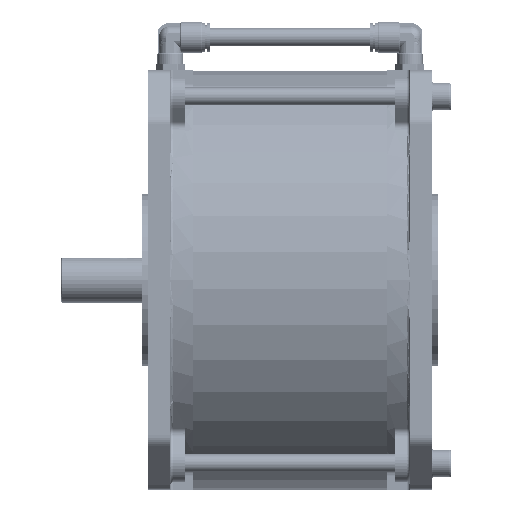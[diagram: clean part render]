
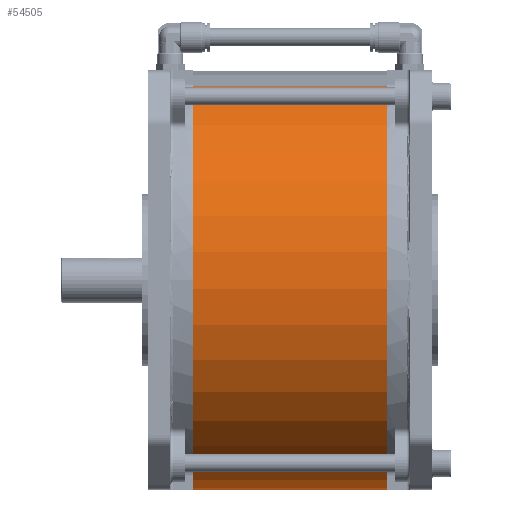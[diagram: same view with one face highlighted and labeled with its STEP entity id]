
A CAD part, top view. The second image highlights one B-rep face of the part: STEP entity #54505.
In plain terms, the highlighted cylindrical face has radius 140 mm (diameter 280 mm), a partial arc.
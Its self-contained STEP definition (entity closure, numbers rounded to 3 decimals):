
#1093 = VERTEX_POINT ( 'NONE', #55149 ) ;
#1475 = CARTESIAN_POINT ( 'NONE',  ( 0., 0., 130. ) ) ;
#2318 = LINE ( 'NONE', #21130, #14879 ) ;
#2612 = EDGE_CURVE ( 'NONE', #1093, #44467, #55491, .T. ) ;
#3100 = DIRECTION ( 'NONE',  ( 1., 0., 0. ) ) ;
#4229 = DIRECTION ( 'NONE',  ( -1., 0., 0. ) ) ;
#9879 = VECTOR ( 'NONE', #27673, 1000. ) ;
#11364 = FACE_OUTER_BOUND ( 'NONE', #18643, .T. ) ;
#13089 = DIRECTION ( 'NONE',  ( 0., 0., -1. ) ) ;
#14879 = VECTOR ( 'NONE', #13089, 1000. ) ;
#18643 = EDGE_LOOP ( 'NONE', ( #23090, #49123, #57690, #37433 ) ) ;
#19660 = CARTESIAN_POINT ( 'NONE',  ( 140., 0., 130. ) ) ;
#20266 = DIRECTION ( 'NONE',  ( 0., 0., 1. ) ) ;
#21130 = CARTESIAN_POINT ( 'NONE',  ( -140., 0., 130. ) ) ;
#21562 = CARTESIAN_POINT ( 'NONE',  ( 140., 0., 0. ) ) ;
#22007 = AXIS2_PLACEMENT_3D ( 'NONE', #1475, #20266, #39063 ) ;
#23090 = ORIENTED_EDGE ( 'NONE', *, *, #39618, .F. ) ;
#25509 = DIRECTION ( 'NONE',  ( 0., 0., -1. ) ) ;
#26500 = CARTESIAN_POINT ( 'NONE',  ( 0., 0., 0. ) ) ;
#27645 = AXIS2_PLACEMENT_3D ( 'NONE', #26500, #45340, #3100 ) ;
#27673 = DIRECTION ( 'NONE',  ( 0., 0., -1. ) ) ;
#29808 = EDGE_CURVE ( 'NONE', #55027, #42580, #52356, .T. ) ;
#29995 = AXIS2_PLACEMENT_3D ( 'NONE', #30143, #25509, #4229 ) ;
#30143 = CARTESIAN_POINT ( 'NONE',  ( 0., 0., 130. ) ) ;
#31582 = CARTESIAN_POINT ( 'NONE',  ( -140., 0., 0. ) ) ;
#37433 = ORIENTED_EDGE ( 'NONE', *, *, #29808, .T. ) ;
#39063 = DIRECTION ( 'NONE',  ( 1., 0., 0. ) ) ;
#39618 = EDGE_CURVE ( 'NONE', #44467, #42580, #60710, .T. ) ;
#42580 = VERTEX_POINT ( 'NONE', #21562 ) ;
#43033 = EDGE_CURVE ( 'NONE', #1093, #55027, #2318, .T. ) ;
#44467 = VERTEX_POINT ( 'NONE', #51375 ) ;
#45340 = DIRECTION ( 'NONE',  ( 0., 0., 1. ) ) ;
#49123 = ORIENTED_EDGE ( 'NONE', *, *, #2612, .F. ) ;
#51375 = CARTESIAN_POINT ( 'NONE',  ( 140., 0., 130. ) ) ;
#52356 = CIRCLE ( 'NONE', #27645, 140. ) ;
#54505 = ADVANCED_FACE ( 'NONE', ( #11364 ), #58832, .T. ) ;
#55027 = VERTEX_POINT ( 'NONE', #31582 ) ;
#55149 = CARTESIAN_POINT ( 'NONE',  ( -140., 0., 130. ) ) ;
#55491 = CIRCLE ( 'NONE', #22007, 140. ) ;
#57690 = ORIENTED_EDGE ( 'NONE', *, *, #43033, .T. ) ;
#58832 = CYLINDRICAL_SURFACE ( 'NONE', #29995, 140. ) ;
#60710 = LINE ( 'NONE', #19660, #9879 ) ;
